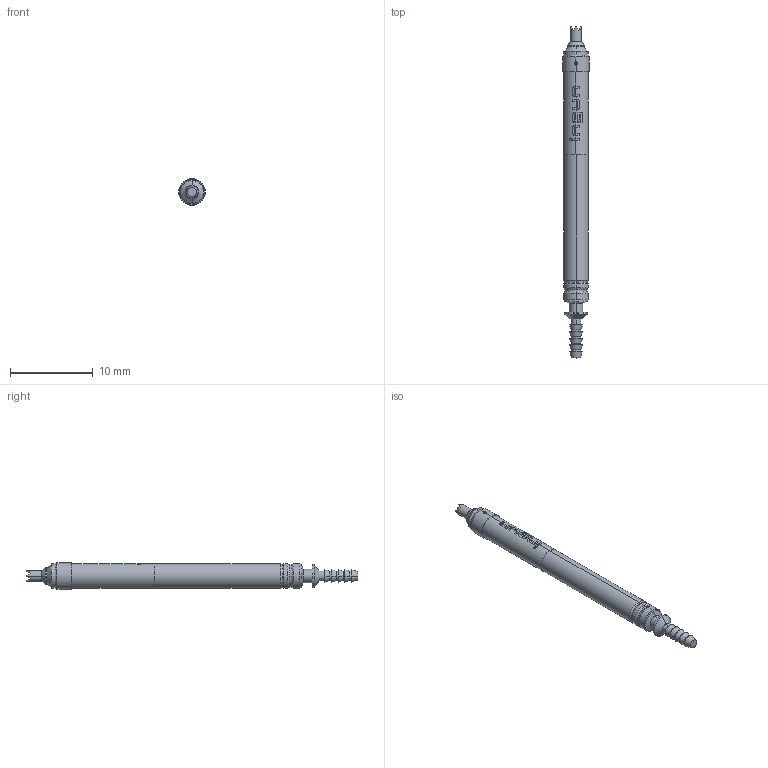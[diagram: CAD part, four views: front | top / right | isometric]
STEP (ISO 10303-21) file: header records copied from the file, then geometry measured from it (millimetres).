
FILE_DESCRIPTION (( 'STEP AP203' ), '1' );
FILE_NAME ('INGUN_PKS-300_206_130_A_xx02_AH.STEP', '2021-10-13T11:59:18', ( 'ochi' ), ( '' ), 'SwSTEP 2.0', 'SolidWorks 2018', '' );
FILE_SCHEMA (( 'CONFIG_CONTROL_DESIGN' ));
Length unit declared in the file: millimetre
Products named in the file (1): INGUN_PKS-300_206_130_A_xx02_AH
Bounding box: 3.2 x 40 x 3.2 mm (x, y, z)
Volume: 230 mm3; surface area: 353.7 mm2
Topology: 1 solids, 1 shells, 193 faces, 470 edges, 291 vertices
Faces by surface type: plane 76, cylinder 53, bspline 36, cone 20, torus 8
Entity records: 7397 total; most frequent: CARTESIAN_POINT 3393, ORIENTED_EDGE 940, DIRECTION 618, EDGE_CURVE 470, VERTEX_POINT 291, AXIS2_PLACEMENT_3D 254, B_SPLINE_CURVE_WITH_KNOTS 242, EDGE_LOOP 205
